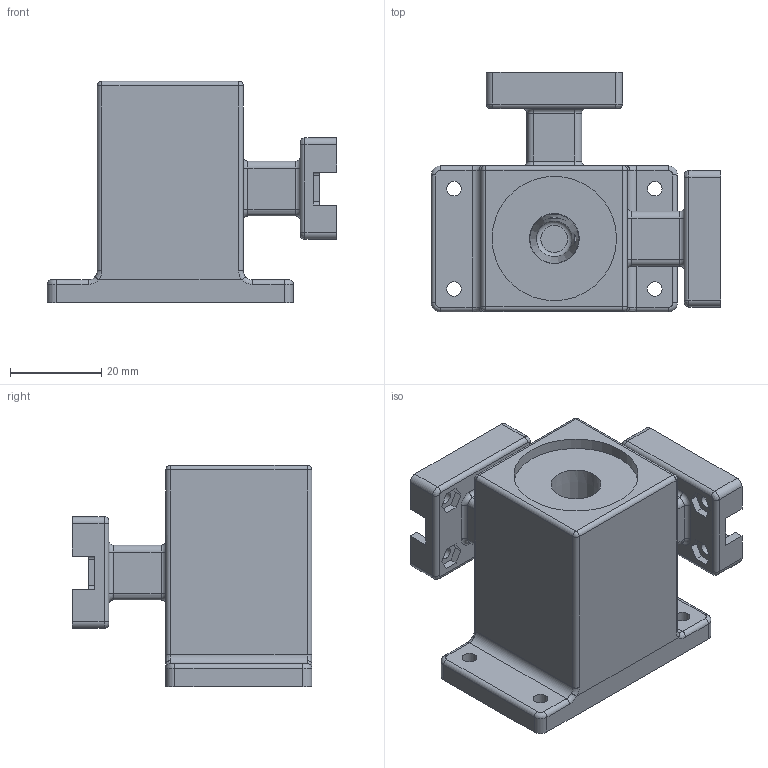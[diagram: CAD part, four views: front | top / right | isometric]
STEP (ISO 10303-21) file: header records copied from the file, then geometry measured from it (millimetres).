
FILE_DESCRIPTION(('FreeCAD Model'),'2;1');
FILE_NAME('Open CASCADE Shape Model','2023-05-28T22:20:37',(''),(''), 'Open CASCADE STEP processor 7.6','FreeCAD','Unknown');
FILE_SCHEMA(('AUTOMOTIVE_DESIGN { 1 0 10303 214 1 1 1 1 }'));
Length unit declared in the file: millimetre
Products named in the file (1): Groove
Bounding box: 63.5 x 52.5 x 48.5 mm (x, y, z)
Volume: 58767 mm3; surface area: 17412 mm2
Topology: 1 solids, 1 shells, 314 faces, 799 edges, 497 vertices
Faces by surface type: plane 171, cylinder 100, torus 21, bspline 8, revolution 8, sphere 4, cone 2
Full cylindrical faces by diameter (mm): 2 x2, 2.7 x8, 3.2 x4, 7.897 x1, 27.273 x1
Entity records: 20433 total; most frequent: CARTESIAN_POINT 4613, DIRECTION 2890, LINE 1745, VECTOR 1745, ORIENTED_EDGE 1590, PCURVE 1590, DEFINITIONAL_REPRESENTATION 1590, EDGE_CURVE 795
